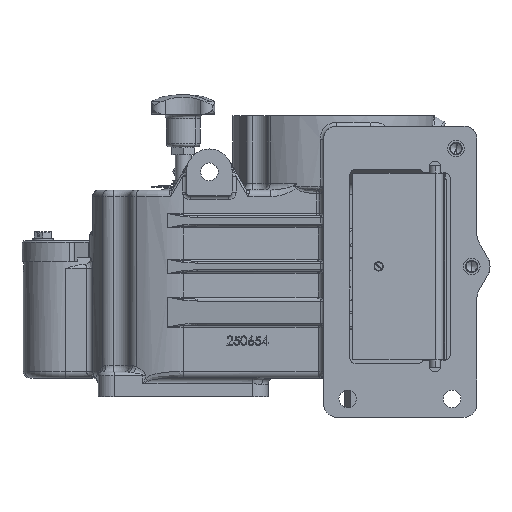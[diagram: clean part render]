
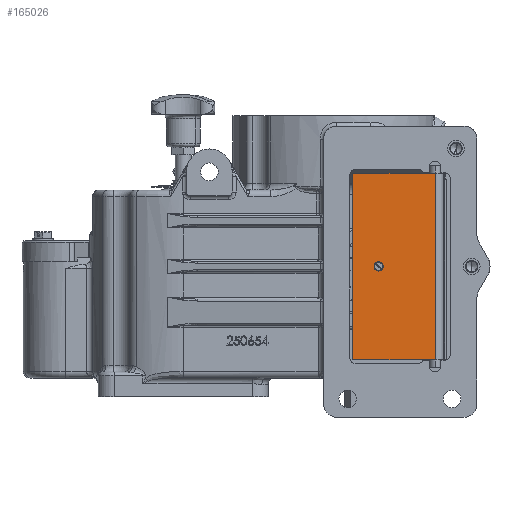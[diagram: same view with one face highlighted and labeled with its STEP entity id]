
A CAD part, front view. The second image highlights one B-rep face of the part: STEP entity #165026.
In plain terms, the highlighted planar face has unit normal (0, -1, 0).
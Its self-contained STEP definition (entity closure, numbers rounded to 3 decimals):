
#7226 = CARTESIAN_POINT ( 'NONE',  ( 14.75, -94.5, 71.5 ) ) ;
#7228 = DIRECTION ( 'NONE',  ( 0., 0., -1. ) ) ;
#7230 = CARTESIAN_POINT ( 'NONE',  ( 34.75, -94.5, 0. ) ) ;
#7233 = DIRECTION ( 'NONE',  ( 0., -1., 0. ) ) ;
#7234 = DIRECTION ( 'NONE',  ( -1., 0., 0. ) ) ;
#7238 = CARTESIAN_POINT ( 'NONE',  ( 34.75, -94.5, 0. ) ) ;
#7241 = DIRECTION ( 'NONE',  ( 0., -1., 0. ) ) ;
#7243 = DIRECTION ( 'NONE',  ( -1., 0., 0. ) ) ;
#7256 = CARTESIAN_POINT ( 'NONE',  ( 78.25, -94.5, 71.5 ) ) ;
#7258 = CARTESIAN_POINT ( 'NONE',  ( 78.25, -94.5, -71.5 ) ) ;
#7259 = DIRECTION ( 'NONE',  ( 0., 0., -1. ) ) ;
#7261 = DIRECTION ( 'NONE',  ( 1., 0., 0. ) ) ;
#7264 = CARTESIAN_POINT ( 'NONE',  ( 78.25, -94.5, 71.5 ) ) ;
#7266 = DIRECTION ( 'NONE',  ( 1., 0., 0. ) ) ;
#31196 = CARTESIAN_POINT ( 'NONE',  ( 14.75, -94.5, -71.5 ) ) ;
#35698 = EDGE_LOOP ( 'NONE', ( #181579, #181577 ) ) ;
#35705 = EDGE_LOOP ( 'NONE', ( #181555, #181548, #181785, #181770 ) ) ;
#40160 = CARTESIAN_POINT ( 'NONE',  ( 78.25, -94.5, 71.5 ) ) ;
#52981 = CARTESIAN_POINT ( 'NONE',  ( 78.25, -94.5, -71.5 ) ) ;
#53017 = CARTESIAN_POINT ( 'NONE',  ( 32.45, -94.5, 0. ) ) ;
#53212 = CARTESIAN_POINT ( 'NONE',  ( 14.75, -94.5, 71.5 ) ) ;
#81348 = EDGE_CURVE ( 'NONE', #163624, #162564, #223478, .T. ) ;
#81352 = EDGE_CURVE ( 'NONE', #163540, #162373, #223482, .T. ) ;
#81357 = EDGE_CURVE ( 'NONE', #162373, #163540, #223492, .T. ) ;
#81365 = EDGE_CURVE ( 'NONE', #162295, #163522, #223490, .T. ) ;
#81367 = EDGE_CURVE ( 'NONE', #162564, #163522, #223495, .T. ) ;
#81369 = EDGE_CURVE ( 'NONE', #163624, #162295, #223501, .T. ) ;
#102859 = AXIS2_PLACEMENT_3D ( 'NONE', #7238, #7241, #7243 ) ;
#102862 = AXIS2_PLACEMENT_3D ( 'NONE', #7230, #7233, #7234 ) ;
#117332 = CARTESIAN_POINT ( 'NONE',  ( 37.05, -94.5, 0. ) ) ;
#128081 = CARTESIAN_POINT ( 'NONE',  ( 78.25, -94.5, 71.5 ) ) ;
#128085 = PLANE ( 'NONE',  #238161 ) ;
#128119 = DIRECTION ( 'NONE',  ( 0., 1., 0. ) ) ;
#128123 = DIRECTION ( 'NONE',  ( -1., 0., 0. ) ) ;
#162295 = VERTEX_POINT ( 'NONE', #40160 ) ;
#162373 = VERTEX_POINT ( 'NONE', #117332 ) ;
#162564 = VERTEX_POINT ( 'NONE', #31196 ) ;
#163522 = VERTEX_POINT ( 'NONE', #52981 ) ;
#163540 = VERTEX_POINT ( 'NONE', #53017 ) ;
#163624 = VERTEX_POINT ( 'NONE', #53212 ) ;
#165026 = ADVANCED_FACE ( 'NONE', ( #220029, #220094 ), #128085, .F. ) ;
#181548 = ORIENTED_EDGE ( 'NONE', *, *, #81365, .F. ) ;
#181555 = ORIENTED_EDGE ( 'NONE', *, *, #81367, .T. ) ;
#181577 = ORIENTED_EDGE ( 'NONE', *, *, #81357, .F. ) ;
#181579 = ORIENTED_EDGE ( 'NONE', *, *, #81352, .F. ) ;
#181770 = ORIENTED_EDGE ( 'NONE', *, *, #81348, .T. ) ;
#181785 = ORIENTED_EDGE ( 'NONE', *, *, #81369, .F. ) ;
#220029 = FACE_BOUND ( 'NONE', #35698, .T. ) ;
#220094 = FACE_OUTER_BOUND ( 'NONE', #35705, .T. ) ;
#223475 = VECTOR ( 'NONE', #7228, 1000. ) ;
#223478 = LINE ( 'NONE', #7226, #223475 ) ;
#223482 = CIRCLE ( 'NONE', #102862, 2.3 ) ;
#223490 = LINE ( 'NONE', #7256, #223498 ) ;
#223492 = CIRCLE ( 'NONE', #102859, 2.3 ) ;
#223495 = LINE ( 'NONE', #7258, #223500 ) ;
#223498 = VECTOR ( 'NONE', #7259, 1000. ) ;
#223500 = VECTOR ( 'NONE', #7261, 1000. ) ;
#223501 = LINE ( 'NONE', #7264, #223503 ) ;
#223503 = VECTOR ( 'NONE', #7266, 1000. ) ;
#238161 = AXIS2_PLACEMENT_3D ( 'NONE', #128081, #128119, #128123 ) ;
